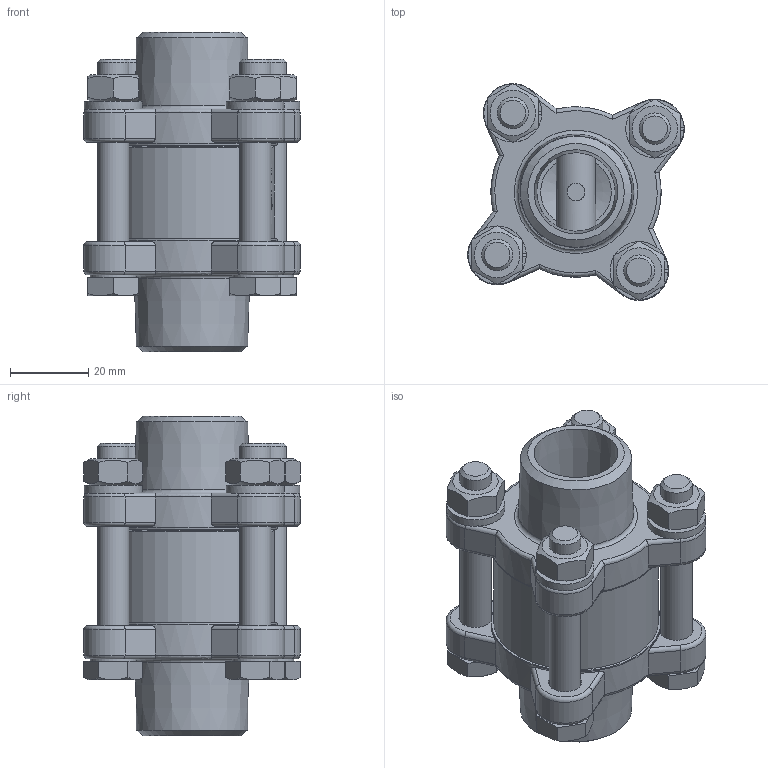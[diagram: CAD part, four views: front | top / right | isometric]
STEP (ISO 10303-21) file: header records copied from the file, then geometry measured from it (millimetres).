
FILE_DESCRIPTION((''),'2;1');
FILE_NAME('5114_020.stp','2013-02-05T10:24:36',('RL'),(''),'Autodesk Inventor 2012','Autodesk Inventor 2012','');
FILE_SCHEMA(('AUTOMOTIVE_DESIGN { 1 0 10303 214 1 1 1 1 }'));
Length unit declared in the file: millimetre
Products named in the file (1): 5114_020_Konturvereinfachung_1
Bounding box: 55.15 x 55.19 x 81.49 mm (x, y, z)
Volume: 79266.8 mm3; surface area: 35739.3 mm2
Topology: 1 solids, 2 shells, 533 faces, 1339 edges, 847 vertices
Faces by surface type: plane 224, cylinder 114, bspline 100, cone 55, torus 40
Full cylindrical faces by diameter (mm): 4.5 x1, 7.5 x1, 8 x8, 8.5 x8, 10 x1, 11.63 x4, 18 x1, 22 x1, 24.5 x1, 26 x1, 32 x1, 34 x2, 38 x2, 42 x1, 43.4 x2
Entity records: 35413 total; most frequent: CARTESIAN_POINT 23790, ORIENTED_EDGE 2438, DIRECTION 1978, EDGE_CURVE 1219, VERTEX_POINT 805, AXIS2_PLACEMENT_3D 786, EDGE_LOOP 672, FACE_OUTER_BOUND 533
